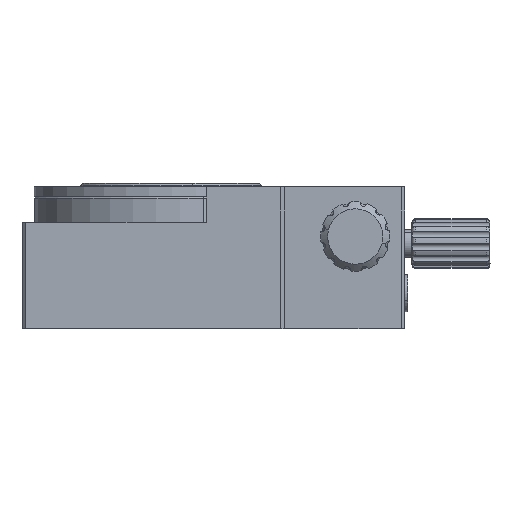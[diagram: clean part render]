
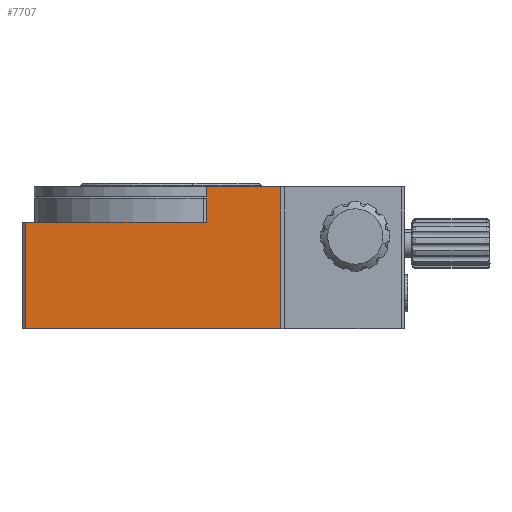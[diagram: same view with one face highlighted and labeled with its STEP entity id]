
A CAD part, front view. The second image highlights one B-rep face of the part: STEP entity #7707.
In plain terms, the highlighted planar face has unit normal (0, -1, 0).
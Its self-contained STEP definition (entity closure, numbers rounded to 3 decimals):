
#1227 = ORIENTED_EDGE ( 'NONE', *, *, #10886, .F. ) ;
#1434 = EDGE_LOOP ( 'NONE', ( #6197, #6069, #5597, #6005, #1227, #6103 ) ) ;
#2847 = LINE ( 'NONE', #2848, #10618 ) ;
#2848 = CARTESIAN_POINT ( 'NONE',  ( 11.579, -20.498, 20. ) ) ;
#2849 = DIRECTION ( 'NONE',  ( 0., 0., 1. ) ) ;
#2913 = LINE ( 'NONE', #2914, #10683 ) ;
#2914 = CARTESIAN_POINT ( 'NONE',  ( -24.921, -20.498, 0. ) ) ;
#2915 = DIRECTION ( 'NONE',  ( 1., 0., 0. ) ) ;
#3090 = LINE ( 'NONE', #3091, #10600 ) ;
#3091 = CARTESIAN_POINT ( 'NONE',  ( -24.421, -20.498, 20. ) ) ;
#3092 = DIRECTION ( 'NONE',  ( 0., 0., -1. ) ) ;
#3126 = LINE ( 'NONE', #3127, #10750 ) ;
#3127 = CARTESIAN_POINT ( 'NONE',  ( -24.921, -20.498, 15. ) ) ;
#3128 = DIRECTION ( 'NONE',  ( 1., 0., 0. ) ) ;
#3297 = LINE ( 'NONE', #3298, #10535 ) ;
#3298 = CARTESIAN_POINT ( 'NONE',  ( 1.079, -20.498, 15. ) ) ;
#3299 = DIRECTION ( 'NONE',  ( 0., 0., 1. ) ) ;
#3628 = LINE ( 'NONE', #3629, #10496 ) ;
#3629 = CARTESIAN_POINT ( 'NONE',  ( -24.921, -20.498, 20. ) ) ;
#3630 = DIRECTION ( 'NONE',  ( 1., 0., 0. ) ) ;
#3752 = CARTESIAN_POINT ( 'NONE',  ( -24.421, -20.498, 0. ) ) ;
#3780 = CARTESIAN_POINT ( 'NONE',  ( 1.079, -20.498, 15. ) ) ;
#3845 = CARTESIAN_POINT ( 'NONE',  ( 11.579, -20.498, 0. ) ) ;
#3879 = CARTESIAN_POINT ( 'NONE',  ( 1.079, -20.498, 20. ) ) ;
#3893 = CARTESIAN_POINT ( 'NONE',  ( -24.421, -20.498, 15. ) ) ;
#3911 = CARTESIAN_POINT ( 'NONE',  ( 11.579, -20.498, 20. ) ) ;
#5597 = ORIENTED_EDGE ( 'NONE', *, *, #10986, .F. ) ;
#6005 = ORIENTED_EDGE ( 'NONE', *, *, #10917, .F. ) ;
#6069 = ORIENTED_EDGE ( 'NONE', *, *, #10822, .T. ) ;
#6103 = ORIENTED_EDGE ( 'NONE', *, *, #10874, .T. ) ;
#6197 = ORIENTED_EDGE ( 'NONE', *, *, #10834, .T. ) ;
#6833 = PLANE ( 'NONE',  #8948 ) ;
#6843 = CARTESIAN_POINT ( 'NONE',  ( -24.921, -20.498, 20. ) ) ;
#6844 = DIRECTION ( 'NONE',  ( 0., 1., 0. ) ) ;
#6845 = DIRECTION ( 'NONE',  ( 0., 0., 1. ) ) ;
#7707 = ADVANCED_FACE ( 'NONE', ( #8942 ), #6833, .F. ) ;
#8942 = FACE_OUTER_BOUND ( 'NONE', #1434, .T. ) ;
#8948 = AXIS2_PLACEMENT_3D ( 'NONE', #6843, #6844, #6845 ) ;
#10496 = VECTOR ( 'NONE', #3630, 1000. ) ;
#10535 = VECTOR ( 'NONE', #3299, 1000. ) ;
#10600 = VECTOR ( 'NONE', #3092, 1000. ) ;
#10618 = VECTOR ( 'NONE', #2849, 1000. ) ;
#10683 = VECTOR ( 'NONE', #2915, 1000. ) ;
#10750 = VECTOR ( 'NONE', #3128, 1000. ) ;
#10822 = EDGE_CURVE ( 'NONE', #12032, #12225, #2847, .T. ) ;
#10834 = EDGE_CURVE ( 'NONE', #11709, #12032, #2913, .T. ) ;
#10874 = EDGE_CURVE ( 'NONE', #12179, #11709, #3090, .T. ) ;
#10886 = EDGE_CURVE ( 'NONE', #12179, #11817, #3126, .T. ) ;
#10917 = EDGE_CURVE ( 'NONE', #11817, #12130, #3297, .T. ) ;
#10986 = EDGE_CURVE ( 'NONE', #12130, #12225, #3628, .T. ) ;
#11709 = VERTEX_POINT ( 'NONE', #3752 ) ;
#11817 = VERTEX_POINT ( 'NONE', #3780 ) ;
#12032 = VERTEX_POINT ( 'NONE', #3845 ) ;
#12130 = VERTEX_POINT ( 'NONE', #3879 ) ;
#12179 = VERTEX_POINT ( 'NONE', #3893 ) ;
#12225 = VERTEX_POINT ( 'NONE', #3911 ) ;
